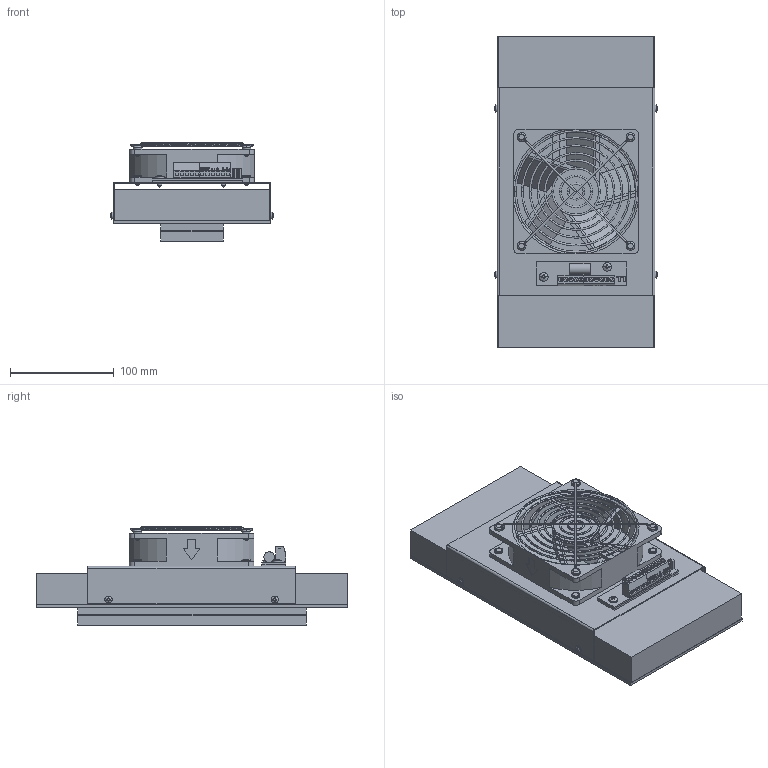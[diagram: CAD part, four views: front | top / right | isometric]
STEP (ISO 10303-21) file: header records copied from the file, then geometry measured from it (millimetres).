
FILE_DESCRIPTION (( 'STEP AP214' ), '1' );
FILE_NAME ('錨璃69.STEP', '2018-11-17T07:31:26', ( '' ), ( '' ), 'SwSTEP 2.0', 'SolidWorks 2016', '' );
FILE_SCHEMA (( 'AUTOMOTIVE_DESIGN' ));
Length unit declared in the file: millimetre
Products named in the file (1): 錨璃69
Bounding box: 156.62 x 300 x 94.44 mm (x, y, z)
Surface area: 456382.5 mm2 (no closed solid volume)
Topology: 0 solids, 47 shells, 1012 faces, 2614 edges, 1721 vertices
Faces by surface type: plane 530, cylinder 290, bspline 138, cone 46, torus 8
Entity records: 35659 total; most frequent: CARTESIAN_POINT 10543, ORIENTED_EDGE 4922, DIRECTION 4757, EDGE_CURVE 2596, VERTEX_POINT 1721, AXIS2_PLACEMENT_3D 1668, LINE 1421, VECTOR 1421
